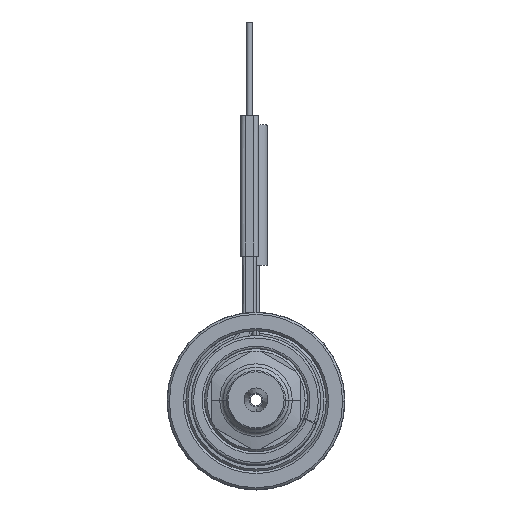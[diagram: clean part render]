
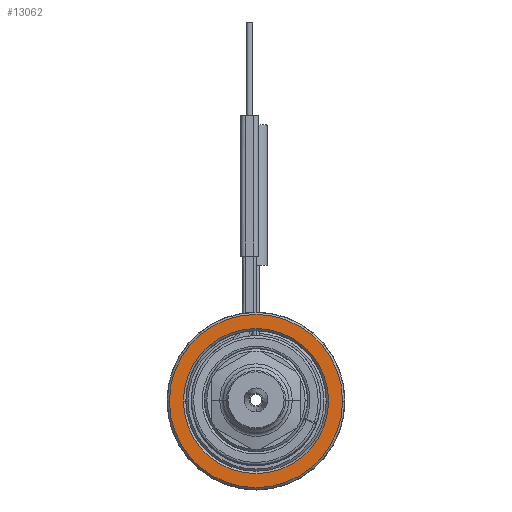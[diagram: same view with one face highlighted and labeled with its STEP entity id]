
A CAD part, top view. The second image highlights one B-rep face of the part: STEP entity #13062.
In plain terms, the highlighted planar face has unit normal (0, 0, 1).
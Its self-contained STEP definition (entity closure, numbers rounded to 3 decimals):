
#4101=CARTESIAN_POINT('',(0.,0.,
35.));
#4102=DIRECTION('',(0.,0.,-1.));
#4103=DIRECTION('',(-1.,0.,0.));
#4104=AXIS2_PLACEMENT_3D('',#4101,#4102,#4103);
#4115=CARTESIAN_POINT('',(0.,0.,
35.));
#4116=DIRECTION('',(0.,0.,-1.));
#4117=DIRECTION('',(1.,0.,0.));
#4118=AXIS2_PLACEMENT_3D('',#4115,#4116,#4117);
#4129=CARTESIAN_POINT('',(0.,0.,
35.));
#4130=DIRECTION('',(0.,0.,-1.));
#4131=DIRECTION('',(1.,0.,0.));
#4132=AXIS2_PLACEMENT_3D('',#4129,#4130,#4131);
#4143=CARTESIAN_POINT('',(0.,0.,
35.));
#4144=DIRECTION('',(0.,0.,-1.));
#4145=DIRECTION('',(-1.,0.,0.));
#4146=AXIS2_PLACEMENT_3D('',#4143,#4144,#4145);
#7059=CARTESIAN_POINT('',(18.5,0.,35.));
#7060=CARTESIAN_POINT('',(-18.5,0.,35.));
#7061=VERTEX_POINT('',#7059);
#7062=VERTEX_POINT('',#7060);
#7063=CARTESIAN_POINT('',(15.5,0.,35.));
#7064=CARTESIAN_POINT('',(-15.5,0.,35.));
#7065=VERTEX_POINT('',#7063);
#7066=VERTEX_POINT('',#7064);
#13047=CARTESIAN_POINT('',(0.,0.,35.));
#13048=DIRECTION('',(0.,0.,1.));
#13049=DIRECTION('',(-1.,0.,0.));
#13050=AXIS2_PLACEMENT_3D('',#13047,#13048,#13049);
#13051=PLANE('',#13050);
#13052=ORIENTED_EDGE('',*,*,#13029,.T.);
#13053=ORIENTED_EDGE('',*,*,#13014,.T.);
#13054=EDGE_LOOP('',(#13052,#13053));
#13055=FACE_OUTER_BOUND('',#13054,.F.);
#13057=ORIENTED_EDGE('',*,*,#13056,.F.);
#13059=ORIENTED_EDGE('',*,*,#13058,.F.);
#13060=EDGE_LOOP('',(#13057,#13059));
#13061=FACE_BOUND('',#13060,.F.);
#4105=CIRCLE('',#4104,18.5);
#4119=CIRCLE('',#4118,18.5);
#4133=CIRCLE('',#4132,15.5);
#4147=CIRCLE('',#4146,15.5);
#13014=EDGE_CURVE('',#7062,#7061,#4105,.T.);
#13029=EDGE_CURVE('',#7061,#7062,#4119,.T.);
#13056=EDGE_CURVE('',#7065,#7066,#4133,.T.);
#13058=EDGE_CURVE('',#7066,#7065,#4147,.T.);
#13062=ADVANCED_FACE('',(#13055,#13061),#13051,.T.);
